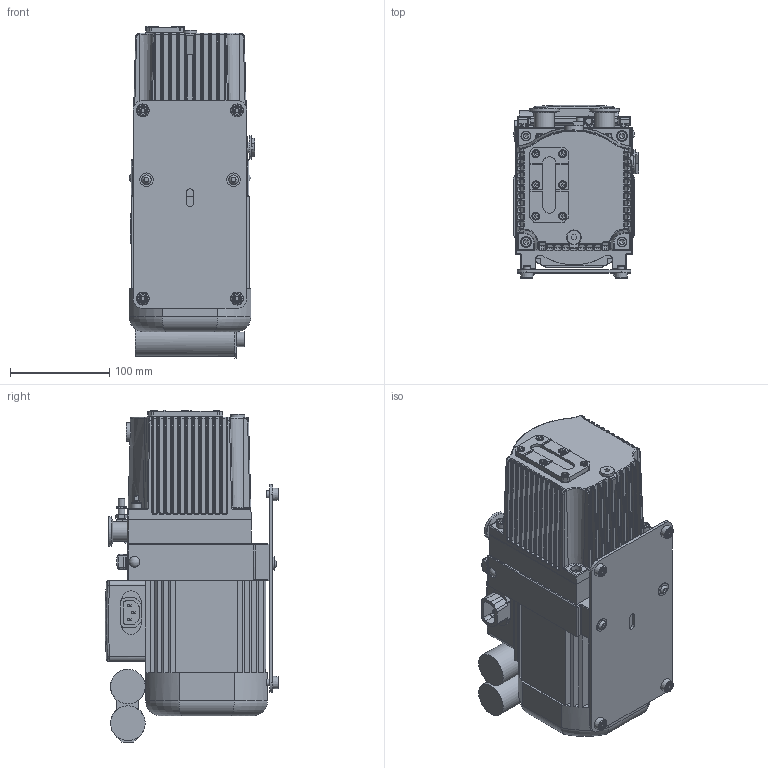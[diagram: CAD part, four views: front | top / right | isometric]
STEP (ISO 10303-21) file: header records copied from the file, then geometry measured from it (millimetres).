
FILE_DESCRIPTION((''),'2;1');
FILE_NAME('','2013-03-08T11:41:35',(''),(''),'','','');
FILE_SCHEMA(('AUTOMOTIVE_DESIGN { 1 0 10303 214 1 1 1 1 }'));
Length unit declared in the file: millimetre
Products named in the file (1): PK902034_SW Schreibgeschützt
Bounding box: 127.11 x 175.5 x 335.2 mm (x, y, z)
Volume: 4509256.2 mm3; surface area: 326479.2 mm2
Topology: 29 solids, 29 shells, 2038 faces, 4912 edges, 2905 vertices
Faces by surface type: plane 680, cylinder 650, bspline 568, cone 51, torus 49, sphere 40
Full cylindrical faces by diameter (mm): 3 x1, 3.8 x4, 4 x6, 4.917 x4, 5 x4, 5.54 x3, 6 x7, 6.25 x1, 6.4 x1, 6.9 x4, 7 x6, 7.4 x1, 7.5 x4, 7.6 x4, 8.5 x1, 9 x1, 10 x8, 10.2 x1, 11 x1, 13.6 x2, 14 x1, 15 x3, 16.5 x2, 17.2 x2, 19 x1, 20 x2, 30 x2, 35 x2
Entity records: 85076 total; most frequent: CARTESIAN_POINT 38645, ORIENTED_EDGE 9102, DIRECTION 8885, EDGE_CURVE 4551, AXIS2_PLACEMENT_3D 3381, VERTEX_POINT 2826, EDGE_LOOP 2343, VECTOR 2123
